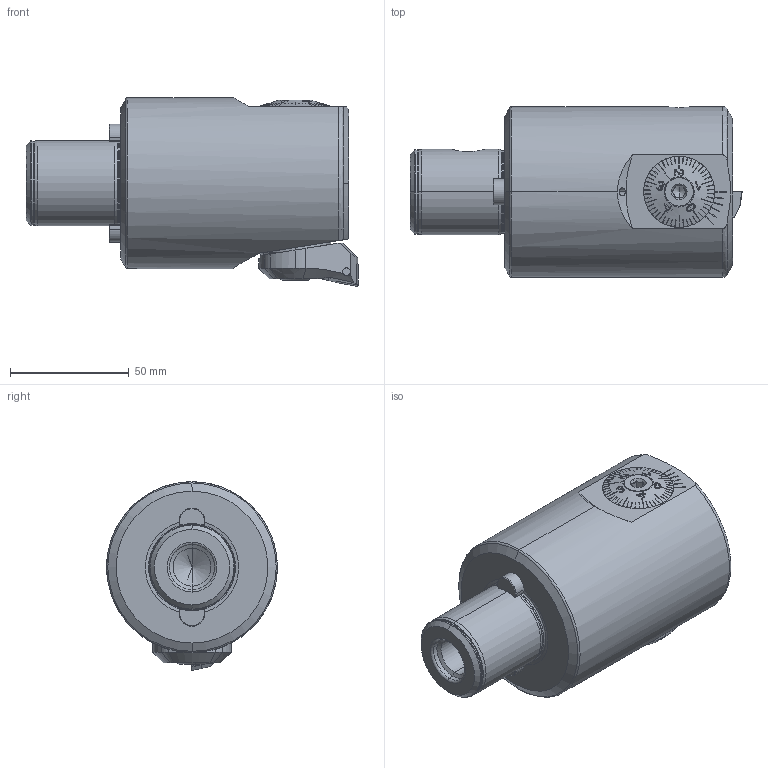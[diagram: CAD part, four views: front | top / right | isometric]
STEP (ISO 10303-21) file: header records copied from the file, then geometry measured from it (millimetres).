
FILE_DESCRIPTION (( 'STEP AP203' ), '1' );
FILE_NAME ('ST6-F72.K21.100.STEP', '2016-02-12T10:08:48', ( 'SWIAdmin' ), ( 'Hewlett-Packard Company' ), 'SwSTEP 2.0', 'SolidWorks 2015', '' );
FILE_SCHEMA (( 'CONFIG_CONTROL_DESIGN' ));
Length unit declared in the file: millimetre
Products named in the file (21): A55-BG2.012.006_B; A55-BG2.011.016_D; ST6-ER2.001.012_A; F72-BG2.014.020_B; F55-ER1.101.016_A; F72-BG2.015.020_B; ISO 4026 - M10 x 16_PreviewCfg; ST6-F72.K20.100_B; DIN 3771 - 25x1.5; F72-BG1.011.056_C; F55-WCB.001.013_D_fertigbearbeitet; F72-BG1.014.056; F55-BG1.012.012_A; CCMT09T304; A55-BG3.011.033_A_gek〉zt; F72-BG1.011.056; WCB-ER2.001.009_A; Klebstoff D10; A55-BG2.013.005_C; F55-WCB.001.013; ST6-F72.K21.100
Assembly tree (22 placements, depth 4):
  ST6-F72.K21.100
    ST6-F72.K20.100_B
    F55-WCB.001.013
      F55-WCB.001.013_D_fertigbearbeitet
      CCMT09T304
      WCB-ER2.001.009_A
    ST6-ER2.001.012_A  x2
    F55-ER1.101.016_A
    ISO 4026 - M10 x 16_PreviewCfg
    WCB-ER2.001.009_A
    F72-BG1.014.056
      F72-BG1.011.056
        F72-BG1.011.056_C
        F55-BG1.012.012_A
      A55-BG2.013.005_C
      A55-BG2.012.006_B
      F72-BG2.015.020_B
        A55-BG2.011.016_D
        F72-BG2.014.020_B
      DIN 3771 - 25x1.5
    A55-BG3.011.033_A_gek〉zt
    Klebstoff D10
Bounding box: 140 x 72 x 79.45 mm (x, y, z)
Volume: 400669.8 mm3; surface area: 68432.2 mm2
Topology: 18 solids, 18 shells, 904 faces, 2294 edges, 1424 vertices
Faces by surface type: plane 330, cone 242, cylinder 194, torus 87, bspline 47, sphere 4
Entity records: 31072 total; most frequent: CARTESIAN_POINT 9375, ORIENTED_EDGE 4264, DIRECTION 3816, EDGE_CURVE 2132, AXIS2_PLACEMENT_3D 1510, VERTEX_POINT 1338, EDGE_LOOP 894, ADVANCED_FACE 844
